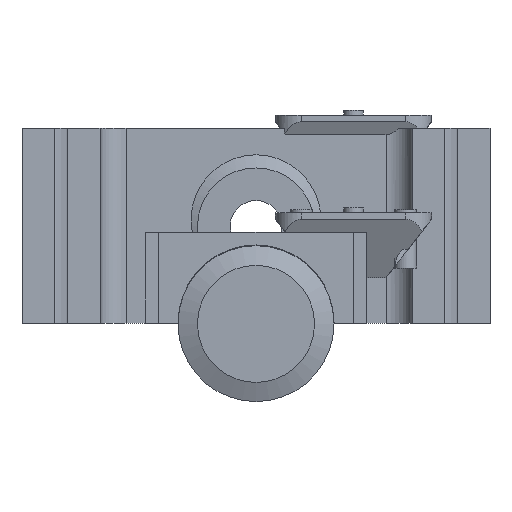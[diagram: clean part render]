
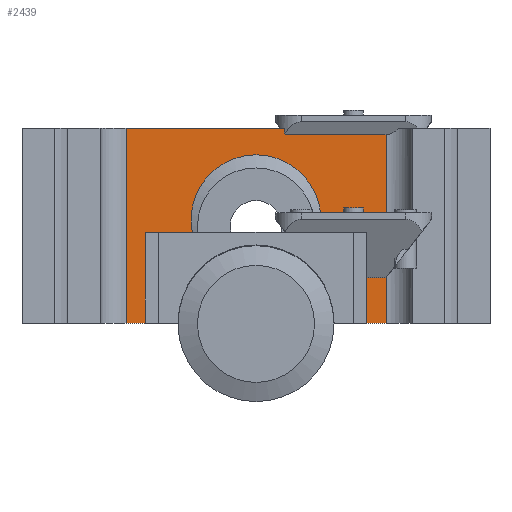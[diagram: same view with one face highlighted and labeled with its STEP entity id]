
A CAD part, front view. The second image highlights one B-rep face of the part: STEP entity #2439.
In plain terms, the highlighted planar face has unit normal (0, -1, 0).
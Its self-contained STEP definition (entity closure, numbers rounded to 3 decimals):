
#1728 = VERTEX_POINT('',#1729);
#1729 = CARTESIAN_POINT('',(-20.,5.,15.));
#1736 = EDGE_CURVE('',#1737,#1728,#1739,.T.);
#1737 = VERTEX_POINT('',#1738);
#1738 = CARTESIAN_POINT('',(4.354,5.,15.));
#1739 = LINE('',#1740,#1741);
#1740 = CARTESIAN_POINT('',(-10.,5.,15.));
#1741 = VECTOR('',#1742,1.);
#1742 = DIRECTION('',(-1.,0.,0.));
#2006 = VERTEX_POINT('',#2007);
#2007 = CARTESIAN_POINT('',(20.,5.,-15.));
#2014 = EDGE_CURVE('',#2015,#2006,#2017,.T.);
#2015 = VERTEX_POINT('',#2016);
#2016 = CARTESIAN_POINT('',(-20.,5.,-15.));
#2017 = LINE('',#2018,#2019);
#2018 = CARTESIAN_POINT('',(-10.,5.,-15.));
#2019 = VECTOR('',#2020,1.);
#2020 = DIRECTION('',(1.,0.,0.));
#2427 = EDGE_CURVE('',#2015,#1728,#2428,.T.);
#2428 = LINE('',#2429,#2430);
#2429 = CARTESIAN_POINT('',(-20.,5.,-15.5));
#2430 = VECTOR('',#2431,1.);
#2431 = DIRECTION('',(0.,0.,1.));
#2439 = ADVANCED_FACE('',(#2440,#2475),#2486,.F.);
#2440 = FACE_BOUND('',#2441,.F.);
#2441 = EDGE_LOOP('',(#2442,#2443,#2444,#2445,#2453,#2461,#2469));
#2442 = ORIENTED_EDGE('',*,*,#2014,.F.);
#2443 = ORIENTED_EDGE('',*,*,#2427,.T.);
#2444 = ORIENTED_EDGE('',*,*,#1736,.F.);
#2445 = ORIENTED_EDGE('',*,*,#2446,.F.);
#2446 = EDGE_CURVE('',#2447,#1737,#2449,.T.);
#2447 = VERTEX_POINT('',#2448);
#2448 = CARTESIAN_POINT('',(4.354,5.,14.259));
#2449 = LINE('',#2450,#2451);
#2450 = CARTESIAN_POINT('',(4.354,5.,17.));
#2451 = VECTOR('',#2452,1.);
#2452 = DIRECTION('',(0.,0.,1.));
#2453 = ORIENTED_EDGE('',*,*,#2454,.T.);
#2454 = EDGE_CURVE('',#2447,#2455,#2457,.T.);
#2455 = VERTEX_POINT('',#2456);
#2456 = CARTESIAN_POINT('',(4.556,5.,14.));
#2457 = LINE('',#2458,#2459);
#2458 = CARTESIAN_POINT('',(8.048,5.,9.51));
#2459 = VECTOR('',#2460,1.);
#2460 = DIRECTION('',(0.614,0.,-0.789));
#2461 = ORIENTED_EDGE('',*,*,#2462,.T.);
#2462 = EDGE_CURVE('',#2455,#2463,#2465,.T.);
#2463 = VERTEX_POINT('',#2464);
#2464 = CARTESIAN_POINT('',(20.,5.,14.));
#2465 = LINE('',#2466,#2467);
#2466 = CARTESIAN_POINT('',(-2.5,5.,14.));
#2467 = VECTOR('',#2468,1.);
#2468 = DIRECTION('',(1.,0.,0.));
#2469 = ORIENTED_EDGE('',*,*,#2470,.F.);
#2470 = EDGE_CURVE('',#2006,#2463,#2471,.T.);
#2471 = LINE('',#2472,#2473);
#2472 = CARTESIAN_POINT('',(20.,5.,-15.5));
#2473 = VECTOR('',#2474,1.);
#2474 = DIRECTION('',(0.,0.,1.));
#2475 = FACE_BOUND('',#2476,.F.);
#2476 = EDGE_LOOP('',(#2477));
#2477 = ORIENTED_EDGE('',*,*,#2478,.F.);
#2478 = EDGE_CURVE('',#2479,#2479,#2481,.T.);
#2479 = VERTEX_POINT('',#2480);
#2480 = CARTESIAN_POINT('',(9.95,5.,-0.087));
#2481 = ELLIPSE('',#2482,10.048,9.996);
#2482 = AXIS2_PLACEMENT_3D('',#2483,#2484,#2485);
#2483 = CARTESIAN_POINT('',(0.,5.,0.87));
#2484 = DIRECTION('',(0.,1.,0.));
#2485 = DIRECTION('',(0.,0.,1.));
#2486 = PLANE('',#2487);
#2487 = AXIS2_PLACEMENT_3D('',#2488,#2489,#2490);
#2488 = CARTESIAN_POINT('',(-20.,5.,-15.5));
#2489 = DIRECTION('',(0.,1.,0.));
#2490 = DIRECTION('',(0.,0.,1.));
